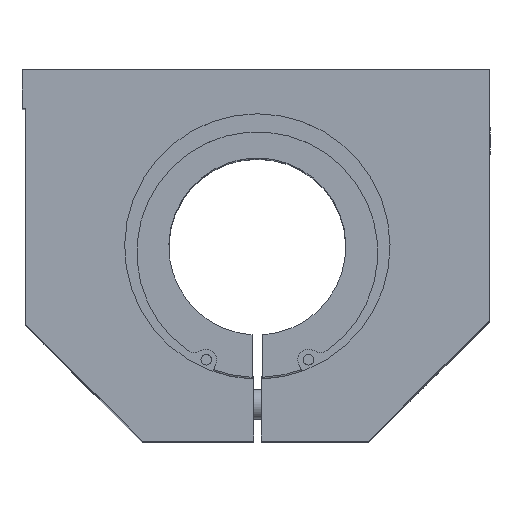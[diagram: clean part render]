
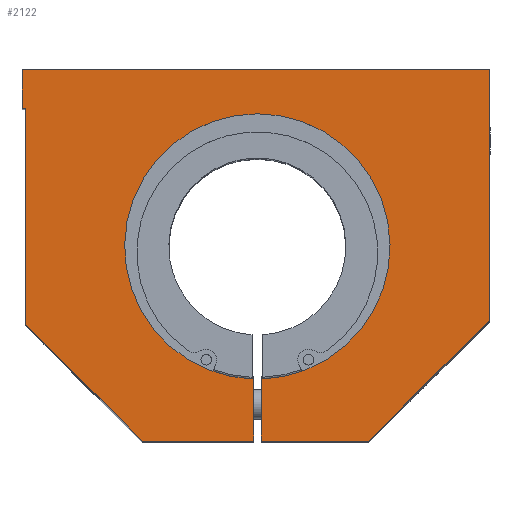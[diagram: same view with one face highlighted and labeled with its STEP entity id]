
A CAD part, top view. The second image highlights one B-rep face of the part: STEP entity #2122.
In plain terms, the highlighted planar face has unit normal (0, 0, 1).
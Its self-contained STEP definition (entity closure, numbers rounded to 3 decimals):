
#99=PLANE('',#2347);
#175=FACE_OUTER_BOUND('',#302,.T.);
#302=EDGE_LOOP('',(#1472,#1473,#1474,#1475,#1476,#1477,#1478,#1479,#1480,
#1481,#1482,#1483));
#454=LINE('',#3279,#649);
#455=LINE('',#3281,#650);
#456=LINE('',#3283,#651);
#457=LINE('',#3285,#652);
#458=LINE('',#3287,#653);
#459=LINE('',#3289,#654);
#460=LINE('',#3291,#655);
#461=LINE('',#3293,#656);
#462=LINE('',#3295,#657);
#463=LINE('',#3297,#658);
#464=LINE('',#3299,#659);
#649=VECTOR('',#2607,10.);
#650=VECTOR('',#2608,10.);
#651=VECTOR('',#2609,10.);
#652=VECTOR('',#2610,10.);
#653=VECTOR('',#2611,10.);
#654=VECTOR('',#2612,10.);
#655=VECTOR('',#2613,10.);
#656=VECTOR('',#2614,10.);
#657=VECTOR('',#2615,10.);
#658=VECTOR('',#2616,10.);
#659=VECTOR('',#2617,10.);
#848=CIRCLE('',#2348,37.5);
#948=VERTEX_POINT('',#3277);
#949=VERTEX_POINT('',#3278);
#950=VERTEX_POINT('',#3280);
#951=VERTEX_POINT('',#3282);
#952=VERTEX_POINT('',#3284);
#953=VERTEX_POINT('',#3286);
#954=VERTEX_POINT('',#3288);
#955=VERTEX_POINT('',#3290);
#956=VERTEX_POINT('',#3292);
#957=VERTEX_POINT('',#3294);
#958=VERTEX_POINT('',#3296);
#959=VERTEX_POINT('',#3298);
#1157=EDGE_CURVE('',#948,#949,#454,.T.);
#1158=EDGE_CURVE('',#950,#949,#455,.T.);
#1159=EDGE_CURVE('',#951,#950,#456,.T.);
#1160=EDGE_CURVE('',#952,#951,#457,.T.);
#1161=EDGE_CURVE('',#953,#952,#458,.T.);
#1162=EDGE_CURVE('',#954,#953,#459,.T.);
#1163=EDGE_CURVE('',#955,#954,#460,.T.);
#1164=EDGE_CURVE('',#956,#955,#461,.T.);
#1165=EDGE_CURVE('',#957,#956,#462,.T.);
#1166=EDGE_CURVE('',#958,#957,#463,.T.);
#1167=EDGE_CURVE('',#958,#959,#464,.T.);
#1168=EDGE_CURVE('',#959,#948,#848,.T.);
#1472=ORIENTED_EDGE('',*,*,#1157,.T.);
#1473=ORIENTED_EDGE('',*,*,#1158,.F.);
#1474=ORIENTED_EDGE('',*,*,#1159,.F.);
#1475=ORIENTED_EDGE('',*,*,#1160,.F.);
#1476=ORIENTED_EDGE('',*,*,#1161,.F.);
#1477=ORIENTED_EDGE('',*,*,#1162,.F.);
#1478=ORIENTED_EDGE('',*,*,#1163,.F.);
#1479=ORIENTED_EDGE('',*,*,#1164,.F.);
#1480=ORIENTED_EDGE('',*,*,#1165,.F.);
#1481=ORIENTED_EDGE('',*,*,#1166,.F.);
#1482=ORIENTED_EDGE('',*,*,#1167,.T.);
#1483=ORIENTED_EDGE('',*,*,#1168,.T.);
#2122=ADVANCED_FACE('',(#175),#99,.T.);
#2347=AXIS2_PLACEMENT_3D('',#3276,#2605,#2606);
#2348=AXIS2_PLACEMENT_3D('',#3300,#2618,#2619);
#2605=DIRECTION('center_axis',(0.,0.,1.));
#2606=DIRECTION('ref_axis',(1.,0.,0.));
#2607=DIRECTION('',(0.,-1.,0.));
#2608=DIRECTION('',(-1.,0.,0.));
#2609=DIRECTION('',(-0.707,-0.707,0.));
#2610=DIRECTION('',(0.,-1.,0.));
#2611=DIRECTION('',(1.,0.,0.));
#2612=DIRECTION('',(0.,1.,0.));
#2613=DIRECTION('',(-1.,0.,0.));
#2614=DIRECTION('',(0.,1.,0.));
#2615=DIRECTION('',(-0.707,0.707,0.));
#2616=DIRECTION('',(-1.,0.,0.));
#2617=DIRECTION('',(0.,1.,0.));
#2618=DIRECTION('center_axis',(0.,0.,-1.));
#2619=DIRECTION('ref_axis',(-1.,0.,0.));
#3276=CARTESIAN_POINT('Origin',(-0.121,5.836,112.));
#3277=CARTESIAN_POINT('',(1.075,-34.985,112.));
#3278=CARTESIAN_POINT('',(1.075,-52.5,112.));
#3279=CARTESIAN_POINT('',(1.075,-23.332,112.));
#3280=CARTESIAN_POINT('',(31.5,-52.5,112.));
#3281=CARTESIAN_POINT('',(31.5,-52.5,112.));
#3282=CARTESIAN_POINT('',(65.5,-18.5,112.));
#3283=CARTESIAN_POINT('',(65.5,-18.5,112.));
#3284=CARTESIAN_POINT('',(65.5,52.5,112.));
#3285=CARTESIAN_POINT('',(65.5,52.5,112.));
#3286=CARTESIAN_POINT('',(-66.5,52.5,112.));
#3287=CARTESIAN_POINT('',(-65.5,52.5,112.));
#3288=CARTESIAN_POINT('',(-66.5,41.5,112.));
#3289=CARTESIAN_POINT('',(-66.5,41.5,112.));
#3290=CARTESIAN_POINT('',(-65.5,41.5,112.));
#3291=CARTESIAN_POINT('',(-65.5,41.5,112.));
#3292=CARTESIAN_POINT('',(-65.5,-19.5,112.));
#3293=CARTESIAN_POINT('',(-65.5,-19.5,112.));
#3294=CARTESIAN_POINT('',(-32.5,-52.5,112.));
#3295=CARTESIAN_POINT('',(-32.5,-52.5,112.));
#3296=CARTESIAN_POINT('',(-1.075,-52.5,112.));
#3297=CARTESIAN_POINT('',(31.5,-52.5,112.));
#3298=CARTESIAN_POINT('',(-1.075,-34.985,112.));
#3299=CARTESIAN_POINT('',(-1.075,-14.074,112.));
#3300=CARTESIAN_POINT('Origin',(0.,2.5,112.));
